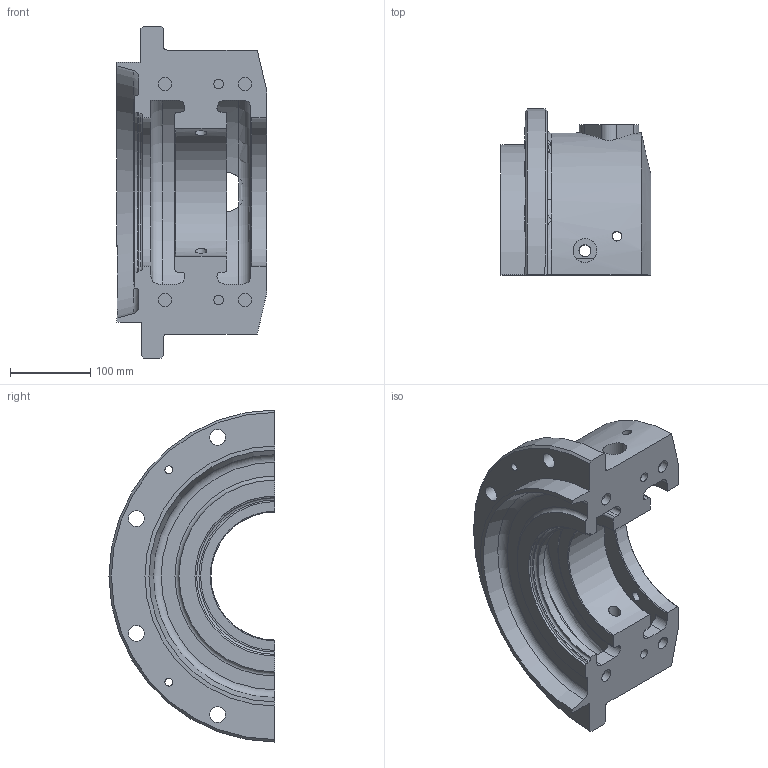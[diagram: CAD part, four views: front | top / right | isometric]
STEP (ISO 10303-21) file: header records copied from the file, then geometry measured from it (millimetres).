
FILE_DESCRIPTION(('STEP AP242'), '1');
FILE_NAME('52. 扻豵鵨 瀁噌鴄膻罻', '', ('UNSPECIFIED'), ('UNSPECIFIED'), 'C3D Converter', 'C3D Toolkit', '');
FILE_SCHEMA(('AP242_MANAGED_MODEL_BASED_3D_ENGINEERING_MIM_LF { 1 0 10303 442 1 1 4 }'));
Length unit declared in the file: millimetre
Bounding box: 187.5 x 207.5 x 415 mm (x, y, z)
Volume: 4353524.1 mm3; surface area: 452789.4 mm2
Topology: 2 solids, 2 shells, 129 faces, 352 edges, 230 vertices
Faces by surface type: cylinder 54, plane 46, torus 21, cone 8
Full cylindrical faces by diameter (mm): 10 x2, 12 x11, 15 x2, 16 x4, 20 x4, 30 x2, 50 x2
Entity records: 7913 total; most frequent: CARTESIAN_POINT 3570, DIRECTION 685, ORIENTED_EDGE 650, EDGE_CURVE 325, AXIS2_PLACEMENT_3D 282, VERTEX_POINT 230, EDGE_LOOP 193, CIRCLE 152
